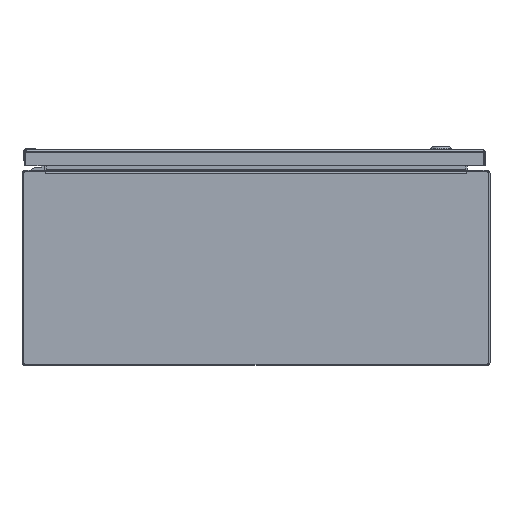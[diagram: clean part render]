
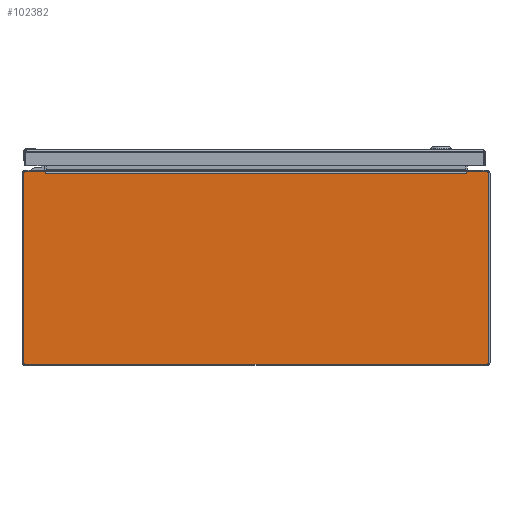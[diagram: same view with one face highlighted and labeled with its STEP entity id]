
A CAD part, front view. The second image highlights one B-rep face of the part: STEP entity #102382.
In plain terms, the highlighted planar face has unit normal (0, -1, 0).
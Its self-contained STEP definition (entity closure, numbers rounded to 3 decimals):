
#1127 = CARTESIAN_POINT ( 'NONE',  ( 0., -18., 4.937 ) ) ;
#2461 = DIRECTION ( 'NONE',  ( 0., -1., 0. ) ) ;
#2795 = LINE ( 'NONE', #52635, #36224 ) ;
#3138 = ORIENTED_EDGE ( 'NONE', *, *, #52035, .T. ) ;
#4360 = CARTESIAN_POINT ( 'NONE',  ( 0., -18., -4.937 ) ) ;
#5756 = DIRECTION ( 'NONE',  ( 0., -1., 0. ) ) ;
#6622 = ORIENTED_EDGE ( 'NONE', *, *, #60714, .T. ) ;
#7133 = CARTESIAN_POINT ( 'NONE',  ( -11.857, -18., 4.937 ) ) ;
#8958 = DIRECTION ( 'NONE',  ( -1., 0., 0. ) ) ;
#10778 = LINE ( 'NONE', #121445, #65002 ) ;
#11397 = EDGE_LOOP ( 'NONE', ( #122532, #92041, #43099, #113024, #26208, #46401, #59175, #13932, #83521, #129666, #70578, #115194, #3138, #6622 ) ) ;
#12279 = EDGE_CURVE ( 'NONE', #54763, #22817, #87566, .T. ) ;
#12753 = CARTESIAN_POINT ( 'NONE',  ( -11.937, -18., 0. ) ) ;
#12770 = EDGE_CURVE ( 'NONE', #44607, #37831, #93093, .T. ) ;
#13932 = ORIENTED_EDGE ( 'NONE', *, *, #74025, .T. ) ;
#15858 = VECTOR ( 'NONE', #78868, 39.37 ) ;
#16298 = CARTESIAN_POINT ( 'NONE',  ( 11.857, -18., 4.857 ) ) ;
#22569 = LINE ( 'NONE', #12753, #106272 ) ;
#22817 = VERTEX_POINT ( 'NONE', #66970 ) ;
#22838 = VERTEX_POINT ( 'NONE', #95772 ) ;
#24359 = VECTOR ( 'NONE', #78532, 39.37 ) ;
#25106 = CARTESIAN_POINT ( 'NONE',  ( -10.828, -18., 4.937 ) ) ;
#26208 = ORIENTED_EDGE ( 'NONE', *, *, #42481, .T. ) ;
#26572 = AXIS2_PLACEMENT_3D ( 'NONE', #95492, #5756, #94837 ) ;
#30400 = CARTESIAN_POINT ( 'NONE',  ( 10.798, -18., 4.855 ) ) ;
#30534 = DIRECTION ( 'NONE',  ( 0., 0., -1. ) ) ;
#30648 = VECTOR ( 'NONE', #82983, 39.37 ) ;
#33698 = FACE_OUTER_BOUND ( 'NONE', #11397, .T. ) ;
#33926 = EDGE_CURVE ( 'NONE', #22838, #46590, #38838, .T. ) ;
#34239 = VERTEX_POINT ( 'NONE', #88857 ) ;
#36224 = VECTOR ( 'NONE', #84018, 39.37 ) ;
#36784 = AXIS2_PLACEMENT_3D ( 'NONE', #102691, #2461, #62121 ) ;
#37377 = CARTESIAN_POINT ( 'NONE',  ( -11.857, -18., -4.937 ) ) ;
#37831 = VERTEX_POINT ( 'NONE', #127530 ) ;
#38477 = DIRECTION ( 'NONE',  ( -1., 0., 0. ) ) ;
#38838 = CIRCLE ( 'NONE', #36784, 0.08 ) ;
#40444 = LINE ( 'NONE', #1127, #42997 ) ;
#41336 = EDGE_CURVE ( 'NONE', #116342, #44607, #40444, .T. ) ;
#42481 = EDGE_CURVE ( 'NONE', #46590, #57998, #105888, .T. ) ;
#42997 = VECTOR ( 'NONE', #121651, 39.37 ) ;
#43099 = ORIENTED_EDGE ( 'NONE', *, *, #84616, .T. ) ;
#43592 = CARTESIAN_POINT ( 'NONE',  ( 11.937, -18., 4.857 ) ) ;
#44607 = VERTEX_POINT ( 'NONE', #7133 ) ;
#44797 = EDGE_CURVE ( 'NONE', #58478, #94342, #80439, .T. ) ;
#44859 = EDGE_CURVE ( 'NONE', #22817, #34239, #81083, .T. ) ;
#46401 = ORIENTED_EDGE ( 'NONE', *, *, #51881, .T. ) ;
#46590 = VERTEX_POINT ( 'NONE', #37377 ) ;
#48151 = AXIS2_PLACEMENT_3D ( 'NONE', #54707, #105113, #103169 ) ;
#49596 = VECTOR ( 'NONE', #38477, 39.37 ) ;
#51881 = EDGE_CURVE ( 'NONE', #57998, #110031, #78857, .T. ) ;
#52035 = EDGE_CURVE ( 'NONE', #94342, #68626, #79745, .T. ) ;
#52635 = CARTESIAN_POINT ( 'NONE',  ( 10.806, -18., 4.855 ) ) ;
#54707 = CARTESIAN_POINT ( 'NONE',  ( 0., -18., 0. ) ) ;
#54763 = VERTEX_POINT ( 'NONE', #76877 ) ;
#55608 = DIRECTION ( 'NONE',  ( 0., 0., -1. ) ) ;
#57998 = VERTEX_POINT ( 'NONE', #102716 ) ;
#58478 = VERTEX_POINT ( 'NONE', #30400 ) ;
#59175 = ORIENTED_EDGE ( 'NONE', *, *, #78388, .T. ) ;
#59673 = CARTESIAN_POINT ( 'NONE',  ( -10.798, -18., 4.855 ) ) ;
#60714 = EDGE_CURVE ( 'NONE', #68626, #116342, #10778, .T. ) ;
#62121 = DIRECTION ( 'NONE',  ( 0., 0., -1. ) ) ;
#62615 = DIRECTION ( 'NONE',  ( 0., -1., 0. ) ) ;
#65002 = VECTOR ( 'NONE', #90666, 39.37 ) ;
#65421 = DIRECTION ( 'NONE',  ( 0., -1., 0. ) ) ;
#65833 = PLANE ( 'NONE',  #48151 ) ;
#66068 = CARTESIAN_POINT ( 'NONE',  ( -10.814, -18., 4.855 ) ) ;
#66970 = CARTESIAN_POINT ( 'NONE',  ( 10.828, -18., 4.937 ) ) ;
#67792 = AXIS2_PLACEMENT_3D ( 'NONE', #16298, #65421, #55608 ) ;
#67917 = VECTOR ( 'NONE', #8958, 39.37 ) ;
#68626 = VERTEX_POINT ( 'NONE', #66068 ) ;
#70578 = ORIENTED_EDGE ( 'NONE', *, *, #110235, .T. ) ;
#72366 = DIRECTION ( 'NONE',  ( 0., 0., -1. ) ) ;
#74025 = EDGE_CURVE ( 'NONE', #110923, #54763, #126425, .T. ) ;
#76877 = CARTESIAN_POINT ( 'NONE',  ( 11.857, -18., 4.937 ) ) ;
#78388 = EDGE_CURVE ( 'NONE', #110031, #110923, #110250, .T. ) ;
#78532 = DIRECTION ( 'NONE',  ( -1., 0., 0. ) ) ;
#78857 = CIRCLE ( 'NONE', #26572, 0.08 ) ;
#78868 = DIRECTION ( 'NONE',  ( 0., 0., 1. ) ) ;
#79745 = LINE ( 'NONE', #99379, #49596 ) ;
#80439 = LINE ( 'NONE', #90242, #24359 ) ;
#81083 = LINE ( 'NONE', #81711, #126924 ) ;
#81711 = CARTESIAN_POINT ( 'NONE',  ( 10.828, -18., 4.937 ) ) ;
#82983 = DIRECTION ( 'NONE',  ( 1., 0., 0. ) ) ;
#83521 = ORIENTED_EDGE ( 'NONE', *, *, #12279, .T. ) ;
#84018 = DIRECTION ( 'NONE',  ( -1., 0., 0. ) ) ;
#84616 = EDGE_CURVE ( 'NONE', #37831, #22838, #22569, .T. ) ;
#87566 = LINE ( 'NONE', #97399, #67917 ) ;
#88857 = CARTESIAN_POINT ( 'NONE',  ( 10.814, -18., 4.855 ) ) ;
#90242 = CARTESIAN_POINT ( 'NONE',  ( 0., -18., 4.855 ) ) ;
#90666 = DIRECTION ( 'NONE',  ( -0.174, 0., 0.985 ) ) ;
#92041 = ORIENTED_EDGE ( 'NONE', *, *, #12770, .T. ) ;
#93093 = CIRCLE ( 'NONE', #122383, 0.08 ) ;
#94342 = VERTEX_POINT ( 'NONE', #59673 ) ;
#94837 = DIRECTION ( 'NONE',  ( 0., 0., -1. ) ) ;
#95492 = CARTESIAN_POINT ( 'NONE',  ( 11.857, -18., -4.857 ) ) ;
#95772 = CARTESIAN_POINT ( 'NONE',  ( -11.937, -18., -4.857 ) ) ;
#97399 = CARTESIAN_POINT ( 'NONE',  ( 0., -18., 4.937 ) ) ;
#99379 = CARTESIAN_POINT ( 'NONE',  ( 0., -18., 4.855 ) ) ;
#101258 = CARTESIAN_POINT ( 'NONE',  ( 11.937, -18., -4.857 ) ) ;
#102382 = ADVANCED_FACE ( 'NONE', ( #33698 ), #65833, .T. ) ;
#102691 = CARTESIAN_POINT ( 'NONE',  ( -11.857, -18., -4.857 ) ) ;
#102716 = CARTESIAN_POINT ( 'NONE',  ( 11.857, -18., -4.937 ) ) ;
#103169 = DIRECTION ( 'NONE',  ( 0., 0., -1. ) ) ;
#105113 = DIRECTION ( 'NONE',  ( 0., -1., 0. ) ) ;
#105888 = LINE ( 'NONE', #4360, #30648 ) ;
#106272 = VECTOR ( 'NONE', #72366, 39.37 ) ;
#110031 = VERTEX_POINT ( 'NONE', #101258 ) ;
#110235 = EDGE_CURVE ( 'NONE', #34239, #58478, #2795, .T. ) ;
#110250 = LINE ( 'NONE', #118170, #15858 ) ;
#110923 = VERTEX_POINT ( 'NONE', #43592 ) ;
#111836 = DIRECTION ( 'NONE',  ( -0.174, 0., -0.985 ) ) ;
#113024 = ORIENTED_EDGE ( 'NONE', *, *, #33926, .T. ) ;
#115194 = ORIENTED_EDGE ( 'NONE', *, *, #44797, .T. ) ;
#116342 = VERTEX_POINT ( 'NONE', #25106 ) ;
#118170 = CARTESIAN_POINT ( 'NONE',  ( 11.937, -18., 0. ) ) ;
#121445 = CARTESIAN_POINT ( 'NONE',  ( -10.814, -18., 4.855 ) ) ;
#121651 = DIRECTION ( 'NONE',  ( -1., 0., 0. ) ) ;
#122383 = AXIS2_PLACEMENT_3D ( 'NONE', #122853, #62615, #30534 ) ;
#122532 = ORIENTED_EDGE ( 'NONE', *, *, #41336, .T. ) ;
#122853 = CARTESIAN_POINT ( 'NONE',  ( -11.857, -18., 4.857 ) ) ;
#126425 = CIRCLE ( 'NONE', #67792, 0.08 ) ;
#126924 = VECTOR ( 'NONE', #111836, 39.37 ) ;
#127530 = CARTESIAN_POINT ( 'NONE',  ( -11.937, -18., 4.857 ) ) ;
#129666 = ORIENTED_EDGE ( 'NONE', *, *, #44859, .T. ) ;
